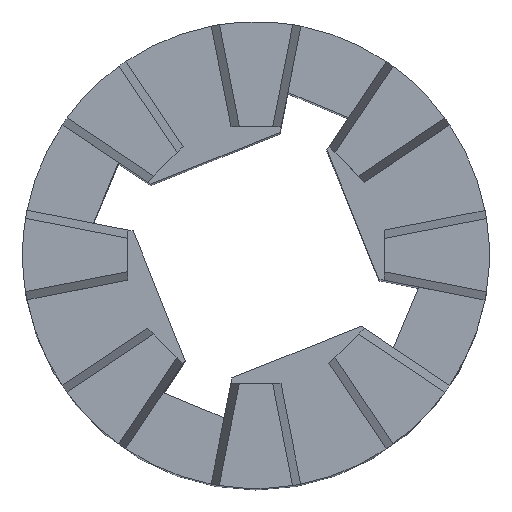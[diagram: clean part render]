
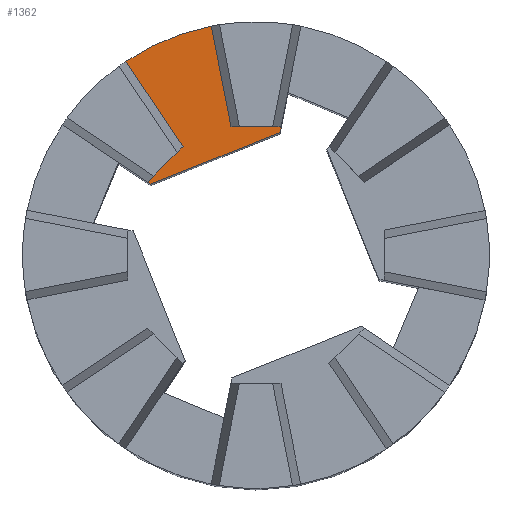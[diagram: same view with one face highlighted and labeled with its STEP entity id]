
A CAD part, top view. The second image highlights one B-rep face of the part: STEP entity #1362.
In plain terms, the highlighted planar face has unit normal (0, 0, 1).
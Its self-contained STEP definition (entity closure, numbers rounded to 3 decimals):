
#41=CIRCLE('',#1460,10.);
#71=FACE_OUTER_BOUND('',#142,.T.);
#142=EDGE_LOOP('',(#960,#961,#962,#963,#964,#965,#966,#967));
#206=LINE('',#1948,#375);
#222=LINE('',#1982,#391);
#260=LINE('',#2062,#429);
#261=LINE('',#2064,#430);
#262=LINE('',#2066,#431);
#263=LINE('',#2070,#432);
#264=LINE('',#2071,#433);
#375=VECTOR('',#1561,10.);
#391=VECTOR('',#1587,10.);
#429=VECTOR('',#1651,10.);
#430=VECTOR('',#1652,10.);
#431=VECTOR('',#1653,10.);
#432=VECTOR('',#1656,10.);
#433=VECTOR('',#1657,10.);
#544=VERTEX_POINT('',#1945);
#545=VERTEX_POINT('',#1947);
#557=VERTEX_POINT('',#1978);
#587=VERTEX_POINT('',#2061);
#588=VERTEX_POINT('',#2063);
#589=VERTEX_POINT('',#2065);
#590=VERTEX_POINT('',#2067);
#591=VERTEX_POINT('',#2069);
#678=EDGE_CURVE('',#545,#544,#206,.T.);
#695=EDGE_CURVE('',#557,#545,#222,.T.);
#736=EDGE_CURVE('',#587,#557,#260,.T.);
#737=EDGE_CURVE('',#544,#588,#261,.T.);
#738=EDGE_CURVE('',#588,#589,#262,.T.);
#739=EDGE_CURVE('',#589,#590,#41,.T.);
#740=EDGE_CURVE('',#590,#591,#263,.T.);
#741=EDGE_CURVE('',#591,#587,#264,.T.);
#960=ORIENTED_EDGE('',*,*,#736,.T.);
#961=ORIENTED_EDGE('',*,*,#695,.T.);
#962=ORIENTED_EDGE('',*,*,#678,.T.);
#963=ORIENTED_EDGE('',*,*,#737,.T.);
#964=ORIENTED_EDGE('',*,*,#738,.T.);
#965=ORIENTED_EDGE('',*,*,#739,.T.);
#966=ORIENTED_EDGE('',*,*,#740,.T.);
#967=ORIENTED_EDGE('',*,*,#741,.T.);
#1293=PLANE('',#1459);
#1362=ADVANCED_FACE('',(#71),#1293,.T.);
#1459=AXIS2_PLACEMENT_3D('',#2060,#1649,#1650);
#1460=AXIS2_PLACEMENT_3D('',#2068,#1654,#1655);
#1561=DIRECTION('',(0.153,0.988,0.));
#1587=DIRECTION('',(0.928,0.371,0.));
#1649=DIRECTION('center_axis',(0.,0.,1.));
#1650=DIRECTION('ref_axis',(1.,0.,0.));
#1651=DIRECTION('',(0.829,-0.559,0.));
#1652=DIRECTION('',(-1.,0.,0.));
#1653=DIRECTION('',(-0.191,0.982,0.));
#1654=DIRECTION('center_axis',(0.,0.,1.));
#1655=DIRECTION('ref_axis',(1.,0.,0.));
#1656=DIRECTION('',(0.558,-0.83,0.));
#1657=DIRECTION('',(-0.707,-0.707,0.));
#1945=CARTESIAN_POINT('',(1.077,5.5,36.));
#1947=CARTESIAN_POINT('',(1.041,5.263,36.));
#1948=CARTESIAN_POINT('',(0.61,2.483,36.));
#1978=CARTESIAN_POINT('',(-4.514,3.041,36.));
#1982=CARTESIAN_POINT('',(-3.76,3.343,36.));
#2060=CARTESIAN_POINT('Origin',(0.,0.,36.));
#2061=CARTESIAN_POINT('',(-4.647,3.131,36.));
#2062=CARTESIAN_POINT('',(-2.324,1.565,36.));
#2063=CARTESIAN_POINT('',(-1.073,5.5,36.));
#2064=CARTESIAN_POINT('',(-0.536,5.5,36.));
#2065=CARTESIAN_POINT('',(-1.914,9.815,36.));
#2066=CARTESIAN_POINT('',(-0.957,4.908,36.));
#2067=CARTESIAN_POINT('',(-5.58,8.299,36.));
#2068=CARTESIAN_POINT('Origin',(0.,0.,36.));
#2069=CARTESIAN_POINT('',(-3.127,4.651,36.));
#2070=CARTESIAN_POINT('',(-1.564,2.325,36.));
#2071=CARTESIAN_POINT('',(-4.268,3.51,36.));
